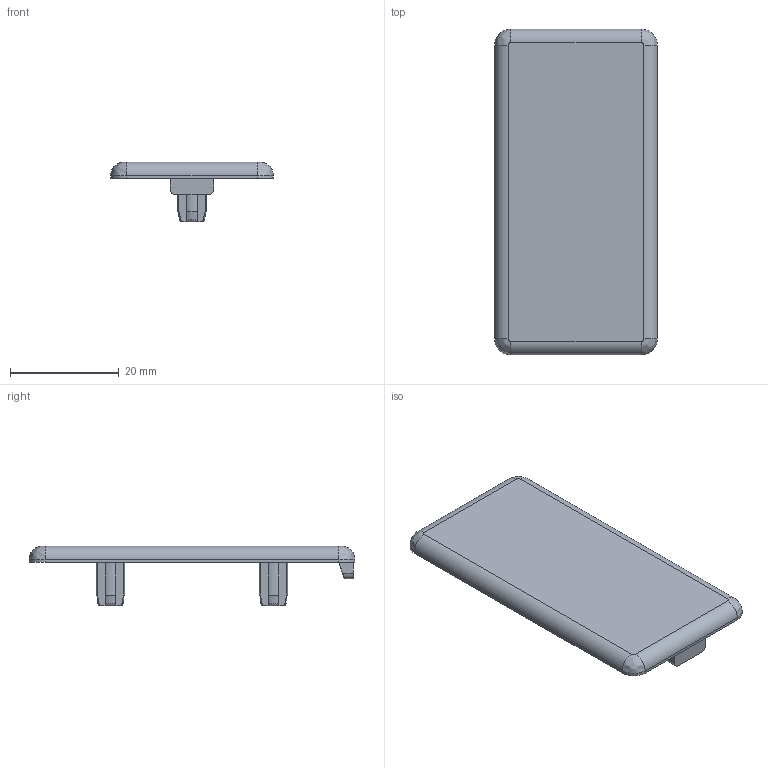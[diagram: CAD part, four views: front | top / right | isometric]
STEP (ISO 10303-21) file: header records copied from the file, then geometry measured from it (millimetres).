
FILE_DESCRIPTION(/* description */ ('Abdeckkappe 30x60'),/* implementation_level */ '2;1');
FILE_NAME(/* name */ '261005010 Abdeckkappe 30x60.stp',/* time_stamp */ '2020-09-01T14:29:51+02:00',/* author */ ('wheldmann'),/* organization */ (''),/* preprocessor_version */ 'ST-DEVELOPER v17.2',/* originating_system */ 'Autodesk Inventor 2019',/* authorisation */ ' ');
FILE_SCHEMA (('AUTOMOTIVE_DESIGN { 1 0 10303 214 3 1 1 }'));
Length unit declared in the file: millimetre
Products named in the file (1): 261005010
Bounding box: 30 x 60 x 11 mm (x, y, z)
Volume: 4194.4 mm3; surface area: 4467.4 mm2
Topology: 1 solids, 1 shells, 80 faces, 215 edges, 140 vertices
Faces by surface type: plane 38, cylinder 22, cone 8, torus 8, bspline 4
Entity records: 2656 total; most frequent: CARTESIAN_POINT 644, ORIENTED_EDGE 430, DIRECTION 401, EDGE_CURVE 215, AXIS2_PLACEMENT_3D 141, VERTEX_POINT 140, LINE 119, VECTOR 119
